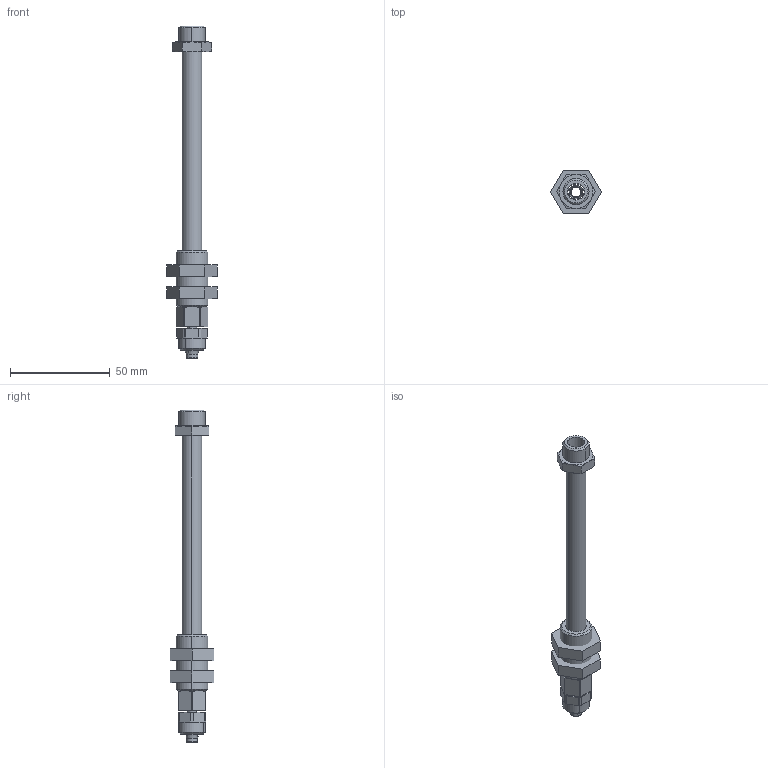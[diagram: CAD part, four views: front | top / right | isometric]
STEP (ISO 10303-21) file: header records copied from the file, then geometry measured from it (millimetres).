
FILE_DESCRIPTION(('STEP AP214'),'1');
FILE_NAME('COVAL_TS350D68.stp','2017-12-27T18:47:34',('TraceParts'),('TraceParts S.A.'),'Spatial InterOp 3D',' ',' ');
FILE_SCHEMA(('automotive_design'));
Length unit declared in the file: millimetre
Products named in the file (2): COVAL_TS350D68
Bounding box: 25.4 x 22 x 166.8 mm (x, y, z)
Volume: 1570.4 mm3; surface area: 10688.1 mm2
Topology: 1 solids, 88 shells, 114 faces, 464 edges, 440 vertices
Faces by surface type: plane 44, cone 36, cylinder 34
Entity records: 5861 total; most frequent: CARTESIAN_POINT 1180, DIRECTION 828, ORIENTED_EDGE 522, EDGE_CURVE 464, VERTEX_POINT 440, AXIS2_PLACEMENT_3D 296, LINE 236, VECTOR 236
